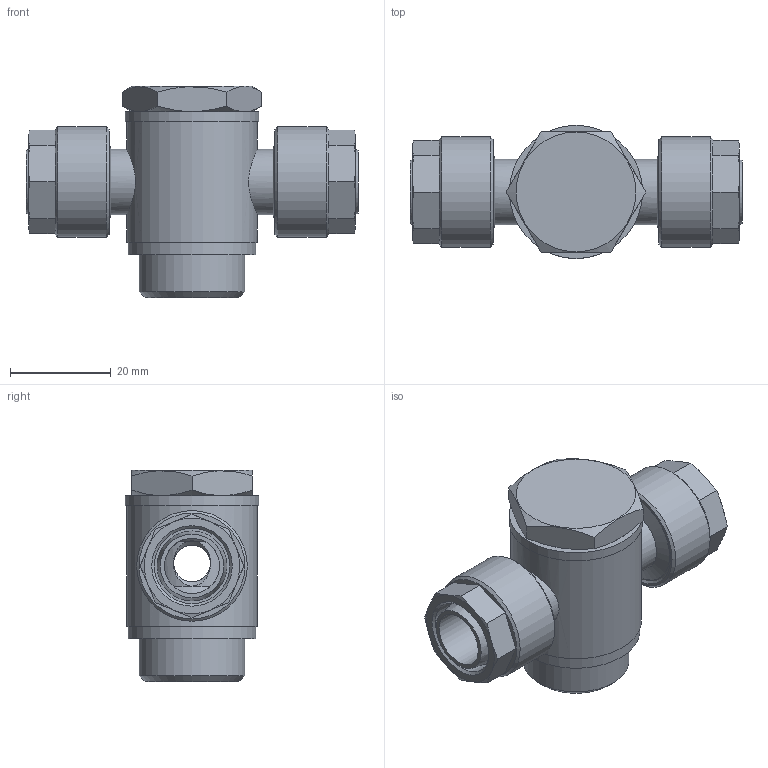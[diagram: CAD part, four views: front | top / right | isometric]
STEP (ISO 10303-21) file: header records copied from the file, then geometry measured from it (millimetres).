
FILE_DESCRIPTION(( 'MC.36.15.12.STP' ), '1');
FILE_NAME( 'MC.36.15.12.STP', '2018-10-02T09:10:34',( 'Sopra'),('sopra-pneumatic.com'), 'SwSTEP 2.0','SolidWorks 2009','' );
FILE_SCHEMA (('AUTOMOTIVE_DESIGN { 1 0 10303 214 1 1 1 1 }'));
Length unit declared in the file: millimetre
Products named in the file (7): Root; 14405; 800035; ROTATIONSTEIL_1; 17009; 800045
Assembly tree (6 placements, depth 3):
  Root
    14405
    800035
    ROTATIONSTEIL_1
      17009
      17009
    800045
Bounding box: 66 x 26.5 x 42 mm (x, y, z)
Volume: 21066.2 mm3; surface area: 18831.5 mm2
Topology: 6 solids, 6 shells, 135 faces, 317 edges, 201 vertices
Faces by surface type: plane 51, cone 50, cylinder 32, torus 2
Full cylindrical faces by diameter (mm): 7.3 x2, 11 x2, 13 x3, 13.1 x2, 15 x2, 18.733 x2, 20 x2, 20.7 x1, 20.955 x1, 21 x2, 21.3 x1, 21.4 x1, 22 x2, 25.4 x1, 26 x1, 26.5 x1
Entity records: 9034 total; most frequent: CARTESIAN_POINT 3775, DIRECTION 664, PRESENTATION_STYLE_ASSIGNMENT 470, COLOUR_RGB 467, DRAUGHTING_PRE_DEFINED_CURVE_FONT 464, CURVE_STYLE 464, OVER_RIDING_STYLED_ITEM 464, ORIENTED_EDGE 464
